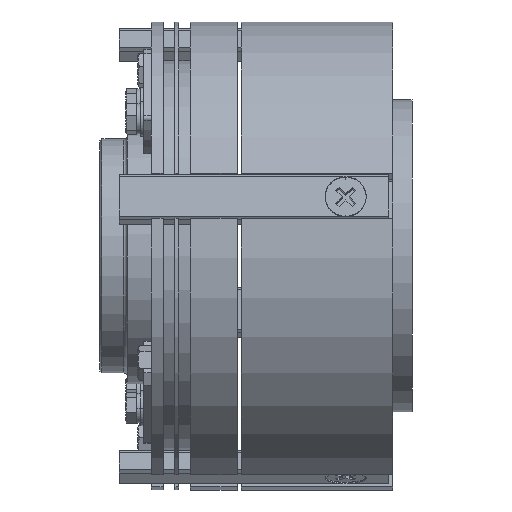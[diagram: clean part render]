
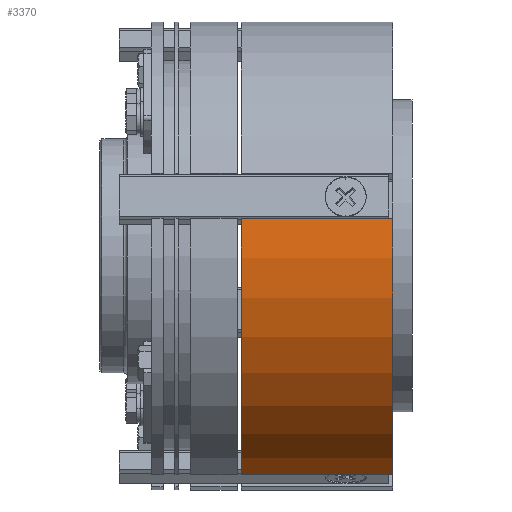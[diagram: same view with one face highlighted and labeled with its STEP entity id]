
A CAD part, front view. The second image highlights one B-rep face of the part: STEP entity #3370.
In plain terms, the highlighted cylindrical face has radius 60 mm (diameter 120 mm), a partial arc.
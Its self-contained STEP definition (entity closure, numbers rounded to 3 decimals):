
#256 = DIRECTION ( 'NONE',  ( -1., 0., 0. ) ) ;
#657 = EDGE_CURVE ( 'NONE', #4169, #16324, #15380, .T. ) ;
#991 = DIRECTION ( 'NONE',  ( 1., 0., 0. ) ) ;
#2994 = ORIENTED_EDGE ( 'NONE', *, *, #7691, .T. ) ;
#3370 = ADVANCED_FACE ( 'NONE', ( #7272 ), #8446, .T. ) ;
#3454 = AXIS2_PLACEMENT_3D ( 'NONE', #8457, #991, #11081 ) ;
#4169 = VERTEX_POINT ( 'NONE', #9281 ) ;
#4414 = DIRECTION ( 'NONE',  ( -1., 0., 0. ) ) ;
#4716 = EDGE_LOOP ( 'NONE', ( #2994, #4994, #14174, #5448 ) ) ;
#4994 = ORIENTED_EDGE ( 'NONE', *, *, #16184, .T. ) ;
#5448 = ORIENTED_EDGE ( 'NONE', *, *, #657, .F. ) ;
#6803 = CARTESIAN_POINT ( 'NONE',  ( 36.2, -59.218, 9.656 ) ) ;
#7272 = FACE_OUTER_BOUND ( 'NONE', #4716, .T. ) ;
#7691 = EDGE_CURVE ( 'NONE', #4169, #12312, #11541, .T. ) ;
#7695 = CIRCLE ( 'NONE', #8003, 60. ) ;
#7789 = CARTESIAN_POINT ( 'NONE',  ( 80., -59.218, 9.656 ) ) ;
#8003 = AXIS2_PLACEMENT_3D ( 'NONE', #15140, #15353, #9970 ) ;
#8299 = VECTOR ( 'NONE', #4414, 1000. ) ;
#8446 = CYLINDRICAL_SURFACE ( 'NONE', #15447, 60. ) ;
#8457 = CARTESIAN_POINT ( 'NONE',  ( 75., 0., 0. ) ) ;
#8925 = CARTESIAN_POINT ( 'NONE',  ( 75., -21.247, -56.112 ) ) ;
#9281 = CARTESIAN_POINT ( 'NONE',  ( 75., -59.218, 9.656 ) ) ;
#9970 = DIRECTION ( 'NONE',  ( 0., 0., -1. ) ) ;
#11081 = DIRECTION ( 'NONE',  ( 0., 0., -1. ) ) ;
#11208 = VERTEX_POINT ( 'NONE', #13990 ) ;
#11541 = LINE ( 'NONE', #7789, #15133 ) ;
#12085 = CARTESIAN_POINT ( 'NONE',  ( 80., -21.247, -56.112 ) ) ;
#12312 = VERTEX_POINT ( 'NONE', #6803 ) ;
#13742 = DIRECTION ( 'NONE',  ( 1., 0., 0. ) ) ;
#13990 = CARTESIAN_POINT ( 'NONE',  ( 36.2, -21.247, -56.112 ) ) ;
#14174 = ORIENTED_EDGE ( 'NONE', *, *, #16014, .F. ) ;
#14851 = CARTESIAN_POINT ( 'NONE',  ( 83.057, 0., 0. ) ) ;
#15133 = VECTOR ( 'NONE', #256, 1000. ) ;
#15140 = CARTESIAN_POINT ( 'NONE',  ( 36.2, 0., 0. ) ) ;
#15172 = LINE ( 'NONE', #12085, #8299 ) ;
#15353 = DIRECTION ( 'NONE',  ( 1., 0., 0. ) ) ;
#15380 = CIRCLE ( 'NONE', #3454, 60. ) ;
#15447 = AXIS2_PLACEMENT_3D ( 'NONE', #14851, #13742, #16386 ) ;
#16014 = EDGE_CURVE ( 'NONE', #16324, #11208, #15172, .T. ) ;
#16184 = EDGE_CURVE ( 'NONE', #12312, #11208, #7695, .T. ) ;
#16324 = VERTEX_POINT ( 'NONE', #8925 ) ;
#16386 = DIRECTION ( 'NONE',  ( 0., 0., -1. ) ) ;
